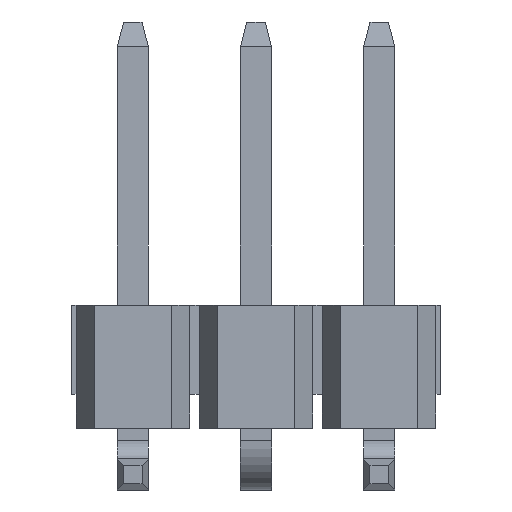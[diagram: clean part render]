
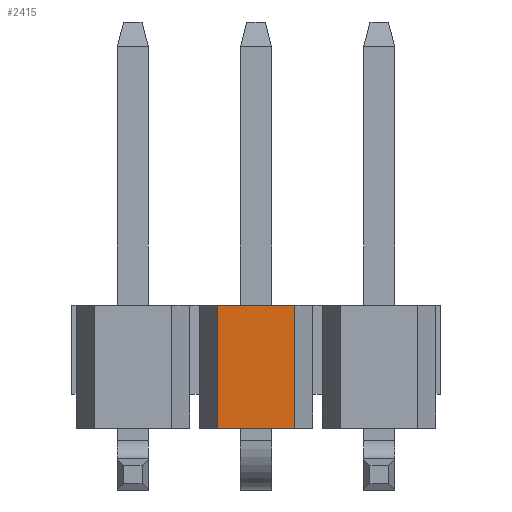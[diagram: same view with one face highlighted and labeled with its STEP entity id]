
A CAD part, front view. The second image highlights one B-rep face of the part: STEP entity #2415.
In plain terms, the highlighted planar face has unit normal (0, -1, 0).
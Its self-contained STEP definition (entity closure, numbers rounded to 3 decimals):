
#329=DIRECTION('',(-1.,0.,0.));
#330=VECTOR('',#329,1.6);
#331=CARTESIAN_POINT('',(0.8,-1.25,-0.7));
#332=LINE('',#331,#330);
#333=DIRECTION('',(0.,0.,1.));
#334=VECTOR('',#333,2.54);
#335=CARTESIAN_POINT('',(-0.8,-1.25,-0.7));
#336=LINE('',#335,#334);
#337=DIRECTION('',(1.,0.,0.));
#338=VECTOR('',#337,1.6);
#339=CARTESIAN_POINT('',(-0.8,-1.25,1.84));
#340=LINE('',#339,#338);
#341=DIRECTION('',(0.,0.,1.));
#342=VECTOR('',#341,2.54);
#343=CARTESIAN_POINT('',(0.8,-1.25,-0.7));
#344=LINE('',#343,#342);
#1366=CARTESIAN_POINT('',(0.8,-1.25,1.84));
#1368=VERTEX_POINT('',#1366);
#1369=CARTESIAN_POINT('',(-0.8,-1.25,1.84));
#1371=VERTEX_POINT('',#1369);
#1528=CARTESIAN_POINT('',(-0.8,-1.25,-0.7));
#1530=VERTEX_POINT('',#1528);
#1531=CARTESIAN_POINT('',(0.8,-1.25,-0.7));
#1533=VERTEX_POINT('',#1531);
#2403=CARTESIAN_POINT('',(0.,-1.25,0.57));
#2404=DIRECTION('',(0.,1.,0.));
#2405=DIRECTION('',(0.,0.,-1.));
#2406=AXIS2_PLACEMENT_3D('',#2403,#2404,#2405);
#2407=PLANE('',#2406);
#2409=ORIENTED_EDGE('',*,*,#2408,.F.);
#2410=ORIENTED_EDGE('',*,*,#2394,.T.);
#2411=ORIENTED_EDGE('',*,*,#2383,.T.);
#2412=ORIENTED_EDGE('',*,*,#1794,.T.);
#2413=EDGE_LOOP('',(#2409,#2410,#2411,#2412));
#2414=FACE_OUTER_BOUND('',#2413,.F.);
#2415=ADVANCED_FACE('',(#2414),#2407,.F.);
#1794=EDGE_CURVE('',#1371,#1368,#340,.T.);
#2383=EDGE_CURVE('',#1530,#1371,#336,.T.);
#2394=EDGE_CURVE('',#1533,#1530,#332,.T.);
#2408=EDGE_CURVE('',#1533,#1368,#344,.T.);
